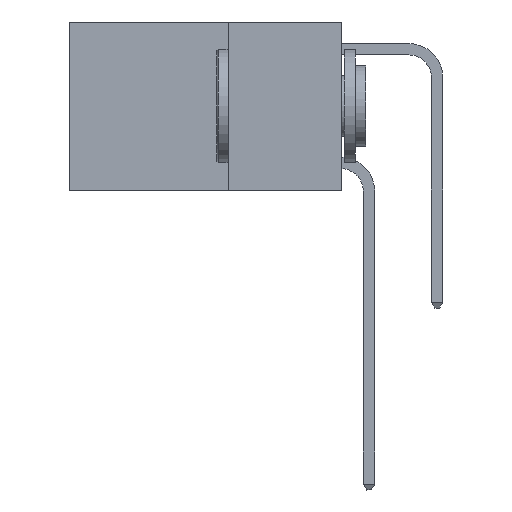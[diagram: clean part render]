
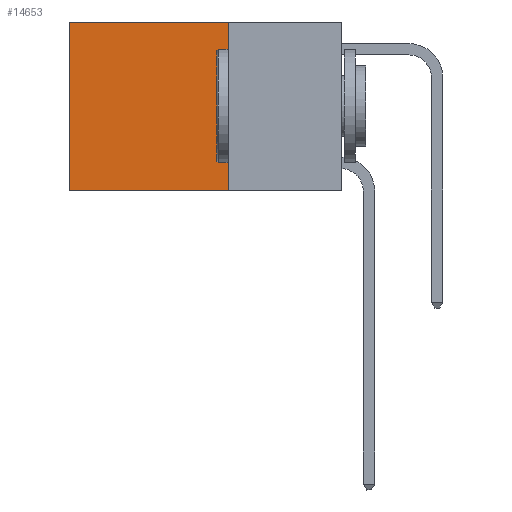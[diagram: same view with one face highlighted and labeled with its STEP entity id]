
A CAD part, left-side view. The second image highlights one B-rep face of the part: STEP entity #14653.
In plain terms, the highlighted planar face has unit normal (-1, 0, 0).
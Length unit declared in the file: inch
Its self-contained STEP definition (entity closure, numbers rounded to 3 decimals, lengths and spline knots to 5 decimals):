
#3307 = EDGE_CURVE ( 'NONE', #29456, #21280, #24953, .T. ) ;
#3330 = VECTOR ( 'NONE', #9401, 39.37008 ) ;
#5045 = EDGE_CURVE ( 'NONE', #19303, #17649, #10781, .T. ) ;
#6227 = PLANE ( 'NONE',  #16232 ) ;
#7174 = DIRECTION ( 'NONE',  ( 0., 1., 0. ) ) ;
#8259 = ORIENTED_EDGE ( 'NONE', *, *, #9138, .T. ) ;
#8664 = ORIENTED_EDGE ( 'NONE', *, *, #10494, .F. ) ;
#9138 = EDGE_CURVE ( 'NONE', #19303, #29456, #19047, .T. ) ;
#9401 = DIRECTION ( 'NONE',  ( 0., 0., -1. ) ) ;
#10494 = EDGE_CURVE ( 'NONE', #17649, #21280, #15256, .T. ) ;
#10781 = LINE ( 'NONE', #11888, #3330 ) ;
#11327 = CARTESIAN_POINT ( 'NONE',  ( 0.2625, 0.6, 0. ) ) ;
#11888 = CARTESIAN_POINT ( 'NONE',  ( 0.2625, 0.25, 0. ) ) ;
#12496 = VECTOR ( 'NONE', #30539, 39.37008 ) ;
#13732 = VECTOR ( 'NONE', #7174, 39.37008 ) ;
#13739 = DIRECTION ( 'NONE',  ( 1., 0., 0. ) ) ;
#14653 = ADVANCED_FACE ( 'NONE', ( #28058 ), #6227, .F. ) ;
#15256 = LINE ( 'NONE', #29241, #13732 ) ;
#16185 = CARTESIAN_POINT ( 'NONE',  ( 0.2625, 0.25, 0. ) ) ;
#16232 = AXIS2_PLACEMENT_3D ( 'NONE', #28436, #13739, #30884 ) ;
#17649 = VERTEX_POINT ( 'NONE', #29979 ) ;
#17652 = VECTOR ( 'NONE', #26990, 39.37008 ) ;
#18332 = CARTESIAN_POINT ( 'NONE',  ( 0.2625, 0.6, -0.37 ) ) ;
#19047 = LINE ( 'NONE', #23173, #12496 ) ;
#19303 = VERTEX_POINT ( 'NONE', #16185 ) ;
#19538 = ORIENTED_EDGE ( 'NONE', *, *, #5045, .F. ) ;
#21280 = VERTEX_POINT ( 'NONE', #18332 ) ;
#23173 = CARTESIAN_POINT ( 'NONE',  ( 0.2625, 0.25, 0. ) ) ;
#24429 = CARTESIAN_POINT ( 'NONE',  ( 0.2625, 0.6, 0. ) ) ;
#24953 = LINE ( 'NONE', #24429, #17652 ) ;
#26990 = DIRECTION ( 'NONE',  ( 0., 0., -1. ) ) ;
#27191 = EDGE_LOOP ( 'NONE', ( #28800, #8664, #19538, #8259 ) ) ;
#28058 = FACE_OUTER_BOUND ( 'NONE', #27191, .T. ) ;
#28436 = CARTESIAN_POINT ( 'NONE',  ( 0.2625, 0.25, 0. ) ) ;
#28800 = ORIENTED_EDGE ( 'NONE', *, *, #3307, .T. ) ;
#29241 = CARTESIAN_POINT ( 'NONE',  ( 0.2625, 0.25, -0.37 ) ) ;
#29456 = VERTEX_POINT ( 'NONE', #11327 ) ;
#29979 = CARTESIAN_POINT ( 'NONE',  ( 0.2625, 0.25, -0.37 ) ) ;
#30539 = DIRECTION ( 'NONE',  ( 0., 1., 0. ) ) ;
#30884 = DIRECTION ( 'NONE',  ( 0., 0., -1. ) ) ;
